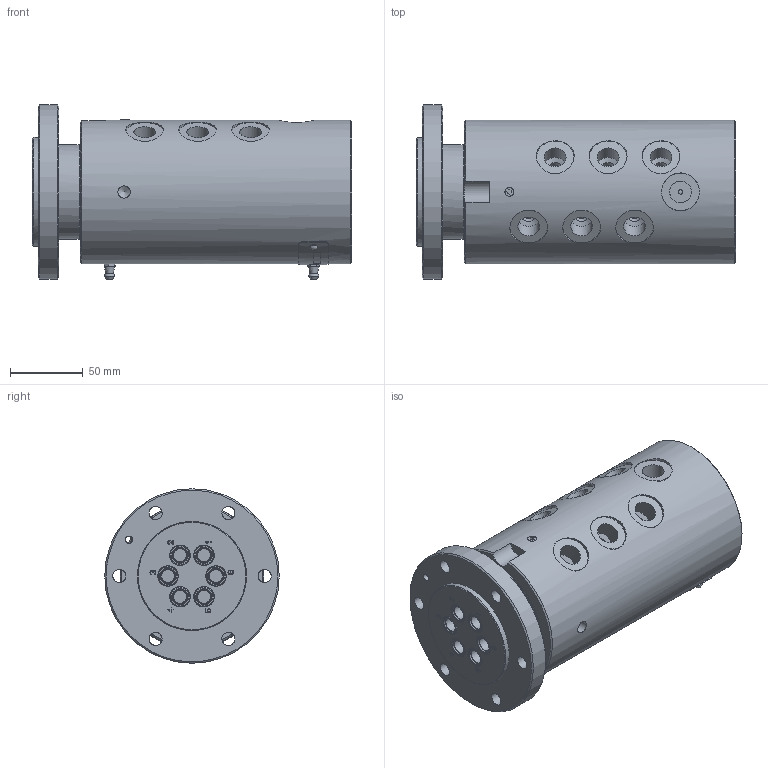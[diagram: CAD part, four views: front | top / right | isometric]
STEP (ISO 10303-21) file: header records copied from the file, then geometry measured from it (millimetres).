
FILE_DESCRIPTION (( 'STEP AP214' ), '1' );
FILE_NAME ('TUR-G6V-38ACQ.STEP', '2016-08-19T13:41:10', ( '' ), ( '' ), 'SwSTEP 2.0', 'SolidWorks 2016', '' );
FILE_SCHEMA (( 'AUTOMOTIVE_DESIGN' ));
Length unit declared in the file: millimetre
Products named in the file (1): TUR-G6V-38ACQ
Bounding box: 219.4 x 120 x 120.01 mm (x, y, z)
Volume: 1461283 mm3; surface area: 219679.7 mm2
Topology: 1 solids, 2 shells, 617 faces, 1751 edges, 1219 vertices
Faces by surface type: plane 382, cylinder 173, cone 35, bspline 26, torus 1
Full cylindrical faces by diameter (mm): 2.5 x2, 3 x8, 5 x5, 6 x2, 8.5 x3, 9 x19, 10 x6, 14 x6, 14.95 x7, 26 x7, 37.5 x1, 40 x2, 47 x1, 49 x6, 50 x8, 50.1 x16, 52.6 x2, 57.5 x9, 58 x6, 59.7 x2, 65 x1, 69.8 x2, 72.8 x2, 75 x1, 80 x4, 83.5 x1, 99 x1, 120 x1
Entity records: 51833 total; most frequent: CARTESIAN_POINT 35294, ORIENTED_EDGE 3034, DIRECTION 1951, EDGE_CURVE 1517, VERTEX_POINT 1166, EDGE_LOOP 937, B_SPLINE_CURVE_WITH_KNOTS 787, FACE_OUTER_BOUND 761
